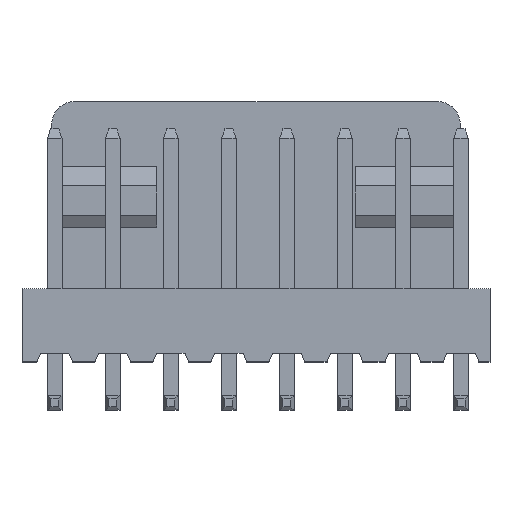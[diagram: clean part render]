
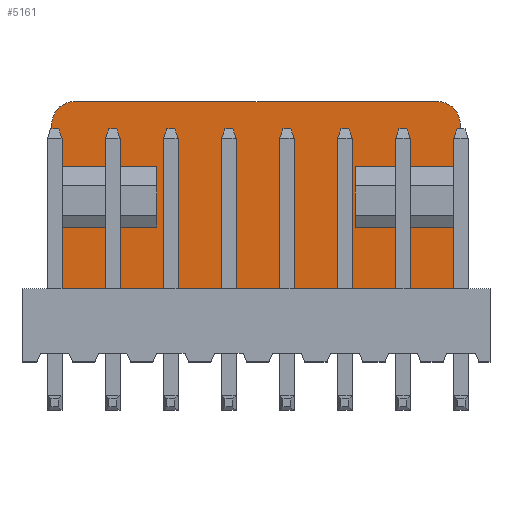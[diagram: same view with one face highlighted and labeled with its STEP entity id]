
A CAD part, top view. The second image highlights one B-rep face of the part: STEP entity #5161.
In plain terms, the highlighted planar face has unit normal (0, 0, 1).
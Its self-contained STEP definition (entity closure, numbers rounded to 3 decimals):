
#451 = CARTESIAN_POINT ( 'NONE',  ( 17.463, 48.254, -4.64 ) ) ;
#453 = CARTESIAN_POINT ( 'NONE',  ( 22.063, 36.846, -4.64 ) ) ;
#455 = CARTESIAN_POINT ( 'NONE',  ( 16.163, 45.547, -4.64 ) ) ;
#456 = CARTESIAN_POINT ( 'NONE',  ( 17.463, 53.751, -4.64 ) ) ;
#457 = DIRECTION ( 'NONE',  ( 1., 0., 0. ) ) ;
#458 = DIRECTION ( 'NONE',  ( 0., 1., 0. ) ) ;
#459 = DIRECTION ( 'NONE',  ( 1., 0., 0. ) ) ;
#460 = DIRECTION ( 'NONE',  ( 0., 1., 0. ) ) ;
#461 = CARTESIAN_POINT ( 'NONE',  ( 16.163, 53.751, -4.64 ) ) ;
#462 = DIRECTION ( 'NONE',  ( 0., 1., 0. ) ) ;
#464 = CARTESIAN_POINT ( 'NONE',  ( 16.163, 50.926, -4.64 ) ) ;
#465 = CARTESIAN_POINT ( 'NONE',  ( 18.463, 52.751, -4.64 ) ) ;
#466 = DIRECTION ( 'NONE',  ( 0., 0., 1. ) ) ;
#467 = DIRECTION ( 'NONE',  ( 1., 0., 0. ) ) ;
#469 = DIRECTION ( 'NONE',  ( 1., 0., 0. ) ) ;
#486 = CARTESIAN_POINT ( 'NONE',  ( 16.163, 48.254, -4.64 ) ) ;
#488 = DIRECTION ( 'NONE',  ( 1., 0., 0. ) ) ;
#587 = EDGE_CURVE ( 'NONE', #1035, #999, #1539, .T. ) ;
#588 = EDGE_CURVE ( 'NONE', #1035, #1037, #1537, .T. ) ;
#589 = EDGE_CURVE ( 'NONE', #1031, #1026, #1541, .T. ) ;
#590 = EDGE_CURVE ( 'NONE', #1027, #1003, #1543, .T. ) ;
#591 = EDGE_CURVE ( 'NONE', #1148, #1003, #1547, .T. ) ;
#592 = EDGE_CURVE ( 'NONE', #1148, #1146, #1549, .T. ) ;
#593 = EDGE_CURVE ( 'NONE', #1024, #1150, #1545, .T. ) ;
#602 = EDGE_CURVE ( 'NONE', #1157, #1149, #1568, .T. ) ;
#746 = EDGE_CURVE ( 'NONE', #1144, #1146, #1854, .T. ) ;
#749 = EDGE_CURVE ( 'NONE', #1157, #1024, #1859, .T. ) ;
#752 = EDGE_CURVE ( 'NONE', #1144, #1150, #1865, .T. ) ;
#980 = EDGE_LOOP ( 'NONE', ( #6176, #6177, #6178, #6169, #6168, #6167, #6165, #6166, #6172, #6173, #6174, #6171, #6170, #1367 ) ) ;
#999 = VERTEX_POINT ( 'NONE', #2228 ) ;
#1003 = VERTEX_POINT ( 'NONE', #2232 ) ;
#1024 = VERTEX_POINT ( 'NONE', #2253 ) ;
#1026 = VERTEX_POINT ( 'NONE', #2255 ) ;
#1027 = VERTEX_POINT ( 'NONE', #2256 ) ;
#1031 = VERTEX_POINT ( 'NONE', #2260 ) ;
#1035 = VERTEX_POINT ( 'NONE', #2264 ) ;
#1037 = VERTEX_POINT ( 'NONE', #2266 ) ;
#1144 = VERTEX_POINT ( 'NONE', #2365 ) ;
#1146 = VERTEX_POINT ( 'NONE', #2367 ) ;
#1148 = VERTEX_POINT ( 'NONE', #2369 ) ;
#1149 = VERTEX_POINT ( 'NONE', #2370 ) ;
#1150 = VERTEX_POINT ( 'NONE', #2371 ) ;
#1157 = VERTEX_POINT ( 'NONE', #2378 ) ;
#1295 = AXIS2_PLACEMENT_3D ( 'NONE', #465, #466, #467 ) ;
#1299 = AXIS2_PLACEMENT_3D ( 'NONE', #2136, #2137, #2138 ) ;
#1367 = ORIENTED_EDGE ( 'NONE', *, *, #746, .T. ) ;
#1537 = LINE ( 'NONE', #451, #1544 ) ;
#1539 = LINE ( 'NONE', #455, #1542 ) ;
#1541 = LINE ( 'NONE', #453, #1546 ) ;
#1542 = VECTOR ( 'NONE', #457, 1000. ) ;
#1543 = LINE ( 'NONE', #456, #1548 ) ;
#1544 = VECTOR ( 'NONE', #458, 1000. ) ;
#1545 = LINE ( 'NONE', #464, #1553 ) ;
#1546 = VECTOR ( 'NONE', #460, 1000. ) ;
#1547 = CIRCLE ( 'NONE', #1295, 1. ) ;
#1548 = VECTOR ( 'NONE', #462, 1000. ) ;
#1549 = LINE ( 'NONE', #461, #1551 ) ;
#1551 = VECTOR ( 'NONE', #459, 1000. ) ;
#1553 = VECTOR ( 'NONE', #469, 1000. ) ;
#1568 = LINE ( 'NONE', #486, #1571 ) ;
#1571 = VECTOR ( 'NONE', #488, 1000. ) ;
#1854 = CIRCLE ( 'NONE', #1299, 1. ) ;
#1859 = LINE ( 'NONE', #2141, #1862 ) ;
#1862 = VECTOR ( 'NONE', #2142, 1000. ) ;
#1865 = LINE ( 'NONE', #2147, #1868 ) ;
#1868 = VECTOR ( 'NONE', #2148, 1000. ) ;
#2136 = CARTESIAN_POINT ( 'NONE',  ( 34.343, 52.751, -4.64 ) ) ;
#2137 = DIRECTION ( 'NONE',  ( 0., 0., 1. ) ) ;
#2138 = DIRECTION ( 'NONE',  ( 1., 0., 0. ) ) ;
#2141 = CARTESIAN_POINT ( 'NONE',  ( 30.743, 36.846, -4.64 ) ) ;
#2142 = DIRECTION ( 'NONE',  ( 0., 1., 0. ) ) ;
#2147 = CARTESIAN_POINT ( 'NONE',  ( 35.343, 53.751, -4.64 ) ) ;
#2148 = DIRECTION ( 'NONE',  ( 0., -1., 0. ) ) ;
#2228 = CARTESIAN_POINT ( 'NONE',  ( 35.343, 45.547, -4.64 ) ) ;
#2232 = CARTESIAN_POINT ( 'NONE',  ( 17.463, 52.751, -4.64 ) ) ;
#2253 = CARTESIAN_POINT ( 'NONE',  ( 30.743, 50.926, -4.64 ) ) ;
#2255 = CARTESIAN_POINT ( 'NONE',  ( 22.063, 50.926, -4.64 ) ) ;
#2256 = CARTESIAN_POINT ( 'NONE',  ( 17.463, 50.926, -4.64 ) ) ;
#2260 = CARTESIAN_POINT ( 'NONE',  ( 22.063, 48.254, -4.64 ) ) ;
#2264 = CARTESIAN_POINT ( 'NONE',  ( 17.463, 45.547, -4.64 ) ) ;
#2266 = CARTESIAN_POINT ( 'NONE',  ( 17.463, 48.254, -4.64 ) ) ;
#2365 = CARTESIAN_POINT ( 'NONE',  ( 35.343, 52.751, -4.64 ) ) ;
#2367 = CARTESIAN_POINT ( 'NONE',  ( 34.343, 53.751, -4.64 ) ) ;
#2369 = CARTESIAN_POINT ( 'NONE',  ( 18.463, 53.751, -4.64 ) ) ;
#2370 = CARTESIAN_POINT ( 'NONE',  ( 35.343, 48.254, -4.64 ) ) ;
#2371 = CARTESIAN_POINT ( 'NONE',  ( 35.343, 50.926, -4.64 ) ) ;
#2378 = CARTESIAN_POINT ( 'NONE',  ( 30.743, 48.254, -4.64 ) ) ;
#2697 = FACE_OUTER_BOUND ( 'NONE', #980, .T. ) ;
#2729 = LINE ( 'NONE', #3952, #2732 ) ;
#2732 = VECTOR ( 'NONE', #3953, 1000. ) ;
#2785 = LINE ( 'NONE', #4008, #2788 ) ;
#2788 = VECTOR ( 'NONE', #4010, 1000. ) ;
#2803 = LINE ( 'NONE', #4025, #2808 ) ;
#2808 = VECTOR ( 'NONE', #4021, 1000. ) ;
#3661 = AXIS2_PLACEMENT_3D ( 'NONE', #3857, #3862, #3863 ) ;
#3856 = PLANE ( 'NONE',  #3661 ) ;
#3857 = CARTESIAN_POINT ( 'NONE',  ( 16.163, 53.751, -4.64 ) ) ;
#3862 = DIRECTION ( 'NONE',  ( 0., 0., 1. ) ) ;
#3863 = DIRECTION ( 'NONE',  ( 1., 0., 0. ) ) ;
#3952 = CARTESIAN_POINT ( 'NONE',  ( 35.343, 48.254, -4.64 ) ) ;
#3953 = DIRECTION ( 'NONE',  ( 0., -1., 0. ) ) ;
#4008 = CARTESIAN_POINT ( 'NONE',  ( 16.163, 50.926, -4.64 ) ) ;
#4010 = DIRECTION ( 'NONE',  ( 1., 0., 0. ) ) ;
#4021 = DIRECTION ( 'NONE',  ( 1., 0., 0. ) ) ;
#4025 = CARTESIAN_POINT ( 'NONE',  ( 16.163, 48.254, -4.64 ) ) ;
#5161 = ADVANCED_FACE ( 'NONE', ( #2697 ), #3856, .T. ) ;
#5185 = EDGE_CURVE ( 'NONE', #1149, #999, #2729, .T. ) ;
#5214 = EDGE_CURVE ( 'NONE', #1027, #1026, #2785, .T. ) ;
#5230 = EDGE_CURVE ( 'NONE', #1037, #1031, #2803, .T. ) ;
#6165 = ORIENTED_EDGE ( 'NONE', *, *, #588, .F. ) ;
#6166 = ORIENTED_EDGE ( 'NONE', *, *, #587, .T. ) ;
#6167 = ORIENTED_EDGE ( 'NONE', *, *, #5230, .F. ) ;
#6168 = ORIENTED_EDGE ( 'NONE', *, *, #589, .F. ) ;
#6169 = ORIENTED_EDGE ( 'NONE', *, *, #5214, .T. ) ;
#6170 = ORIENTED_EDGE ( 'NONE', *, *, #752, .F. ) ;
#6171 = ORIENTED_EDGE ( 'NONE', *, *, #593, .T. ) ;
#6172 = ORIENTED_EDGE ( 'NONE', *, *, #5185, .F. ) ;
#6173 = ORIENTED_EDGE ( 'NONE', *, *, #602, .F. ) ;
#6174 = ORIENTED_EDGE ( 'NONE', *, *, #749, .T. ) ;
#6176 = ORIENTED_EDGE ( 'NONE', *, *, #592, .F. ) ;
#6177 = ORIENTED_EDGE ( 'NONE', *, *, #591, .T. ) ;
#6178 = ORIENTED_EDGE ( 'NONE', *, *, #590, .F. ) ;
